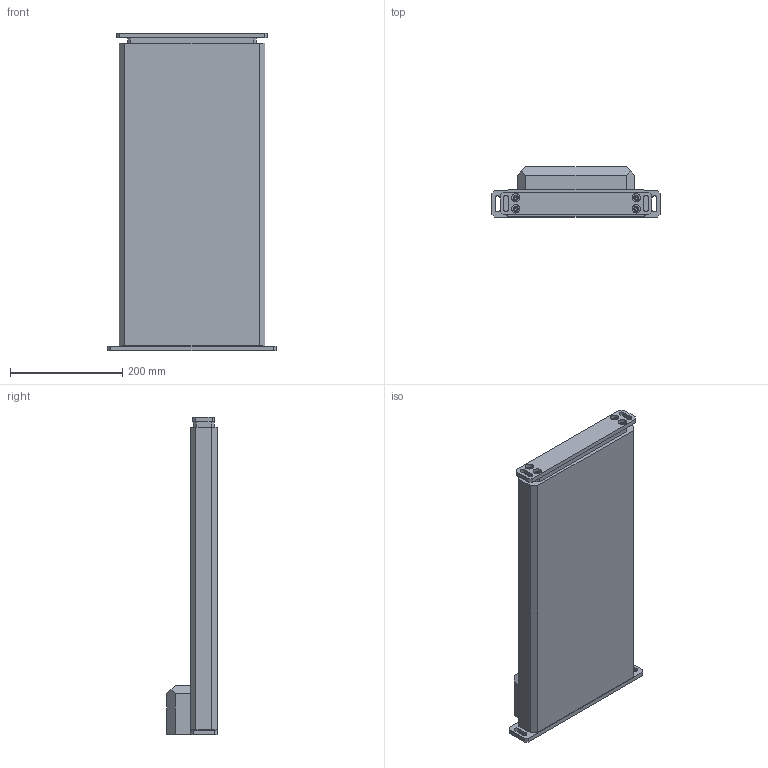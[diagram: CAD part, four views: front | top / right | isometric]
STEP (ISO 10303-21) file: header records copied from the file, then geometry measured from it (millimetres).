
FILE_DESCRIPTION (( 'STEP AP214' ), '1' );
FILE_NAME ('-6940012', '2019-02-01T13:40:41', ( '' ), ('JUGARD+KÜNSTNER GmbH'), 'SwSTEP 2.0', 'SolidWorks 2017', '' );
FILE_SCHEMA (( 'AUTOMOTIVE_DESIGN' ));
Length unit declared in the file: millimetre
Products named in the file (1): -6940012_CNAJF00
Bounding box: 300 x 90 x 566 mm (x, y, z)
Volume: 6983683.8 mm3; surface area: 533100 mm2
Topology: 1 solids, 1 shells, 186 faces, 480 edges, 302 vertices
Faces by surface type: plane 114, cylinder 56, cone 16
Entity records: 6288 total; most frequent: CARTESIAN_POINT 953, DIRECTION 950, ORIENTED_EDGE 928, EDGE_CURVE 464, VECTOR 352, LINE 352, VERTEX_POINT 302, AXIS2_PLACEMENT_3D 299
